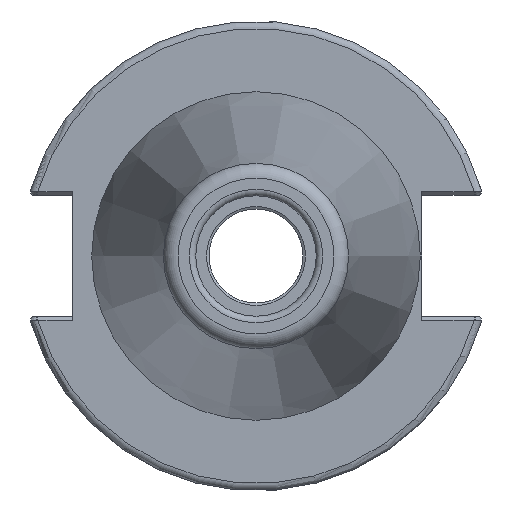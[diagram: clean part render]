
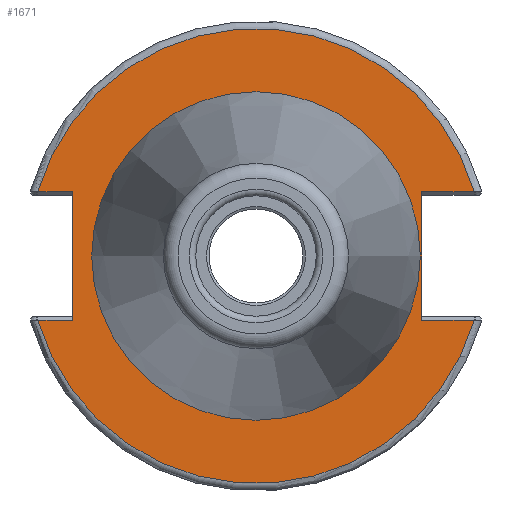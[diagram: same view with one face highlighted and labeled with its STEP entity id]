
A CAD part, left-side view. The second image highlights one B-rep face of the part: STEP entity #1671.
In plain terms, the highlighted planar face has unit normal (-1, 0, 0).
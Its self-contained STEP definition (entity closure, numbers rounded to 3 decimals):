
#15=FACE_BOUND('',#206,.T.);
#112=FACE_OUTER_BOUND('',#205,.T.);
#205=EDGE_LOOP('',(#1177,#1178,#1179,#1180,#1181,#1182,#1183,#1184));
#206=EDGE_LOOP('',(#1185,#1186));
#309=CIRCLE('',#1802,30.775);
#310=CIRCLE('',#1804,30.775);
#311=CIRCLE('',#1805,22.225);
#312=CIRCLE('',#1806,22.225);
#450=LINE('',#2660,#555);
#452=LINE('',#2728,#557);
#453=LINE('',#2730,#558);
#454=LINE('',#2734,#559);
#455=LINE('',#2736,#560);
#456=LINE('',#2737,#561);
#555=VECTOR('',#2011,10.);
#557=VECTOR('',#2029,10.);
#558=VECTOR('',#2030,10.);
#559=VECTOR('',#2033,10.);
#560=VECTOR('',#2034,10.);
#561=VECTOR('',#2035,10.);
#677=VERTEX_POINT('',#2653);
#680=VERTEX_POINT('',#2658);
#686=VERTEX_POINT('',#2706);
#688=VERTEX_POINT('',#2727);
#689=VERTEX_POINT('',#2729);
#690=VERTEX_POINT('',#2731);
#691=VERTEX_POINT('',#2733);
#692=VERTEX_POINT('',#2735);
#693=VERTEX_POINT('',#2738);
#694=VERTEX_POINT('',#2739);
#869=EDGE_CURVE('',#680,#677,#450,.T.);
#879=EDGE_CURVE('',#677,#686,#309,.T.);
#882=EDGE_CURVE('',#680,#688,#452,.T.);
#883=EDGE_CURVE('',#689,#688,#453,.T.);
#884=EDGE_CURVE('',#690,#689,#310,.T.);
#885=EDGE_CURVE('',#691,#690,#454,.T.);
#886=EDGE_CURVE('',#691,#692,#455,.T.);
#887=EDGE_CURVE('',#686,#692,#456,.T.);
#888=EDGE_CURVE('',#693,#694,#311,.T.);
#889=EDGE_CURVE('',#694,#693,#312,.T.);
#1177=ORIENTED_EDGE('',*,*,#869,.F.);
#1178=ORIENTED_EDGE('',*,*,#882,.T.);
#1179=ORIENTED_EDGE('',*,*,#883,.F.);
#1180=ORIENTED_EDGE('',*,*,#884,.F.);
#1181=ORIENTED_EDGE('',*,*,#885,.F.);
#1182=ORIENTED_EDGE('',*,*,#886,.T.);
#1183=ORIENTED_EDGE('',*,*,#887,.F.);
#1184=ORIENTED_EDGE('',*,*,#879,.F.);
#1185=ORIENTED_EDGE('',*,*,#888,.T.);
#1186=ORIENTED_EDGE('',*,*,#889,.T.);
#1624=PLANE('',#1803);
#1671=ADVANCED_FACE('',(#112,#15),#1624,.T.);
#1802=AXIS2_PLACEMENT_3D('',#2707,#2025,#2026);
#1803=AXIS2_PLACEMENT_3D('',#2726,#2027,#2028);
#1804=AXIS2_PLACEMENT_3D('',#2732,#2031,#2032);
#1805=AXIS2_PLACEMENT_3D('',#2740,#2036,#2037);
#1806=AXIS2_PLACEMENT_3D('',#2741,#2038,#2039);
#2011=DIRECTION('',(0.,-1.,0.));
#2025=DIRECTION('center_axis',(1.,0.,0.));
#2026=DIRECTION('ref_axis',(0.,0.,-1.));
#2027=DIRECTION('center_axis',(-1.,0.,0.));
#2028=DIRECTION('ref_axis',(0.,0.,1.));
#2029=DIRECTION('',(0.,0.,1.));
#2030=DIRECTION('',(0.,1.,0.));
#2031=DIRECTION('center_axis',(1.,0.,0.));
#2032=DIRECTION('ref_axis',(0.,0.,-1.));
#2033=DIRECTION('',(0.,1.,0.));
#2034=DIRECTION('',(0.,0.,-1.));
#2035=DIRECTION('',(0.,-1.,0.));
#2036=DIRECTION('center_axis',(1.,0.,0.));
#2037=DIRECTION('ref_axis',(0.,0.,-1.));
#2038=DIRECTION('center_axis',(1.,0.,0.));
#2039=DIRECTION('ref_axis',(0.,0.,-1.));
#2653=CARTESIAN_POINT('',(3.175,-29.523,-8.69));
#2658=CARTESIAN_POINT('',(3.175,-22.41,-8.69));
#2660=CARTESIAN_POINT('',(3.175,-4.878,-8.69));
#2706=CARTESIAN_POINT('',(3.175,29.523,-8.69));
#2707=CARTESIAN_POINT('Origin',(3.175,0.,
0.));
#2726=CARTESIAN_POINT('Origin',(3.175,30.775,0.));
#2727=CARTESIAN_POINT('',(3.175,-22.41,8.69));
#2728=CARTESIAN_POINT('',(3.175,-22.41,-4.095));
#2729=CARTESIAN_POINT('',(3.175,-29.523,8.69));
#2730=CARTESIAN_POINT('',(3.175,4.182,8.69));
#2731=CARTESIAN_POINT('',(3.175,29.523,8.69));
#2732=CARTESIAN_POINT('Origin',(3.175,0.,
0.));
#2733=CARTESIAN_POINT('',(3.175,24.8,8.69));
#2734=CARTESIAN_POINT('',(3.175,32.958,8.69));
#2735=CARTESIAN_POINT('',(3.175,24.8,-8.69));
#2736=CARTESIAN_POINT('',(3.175,24.8,4.095));
#2737=CARTESIAN_POINT('',(3.175,27.788,-8.69));
#2738=CARTESIAN_POINT('',(3.175,22.225,0.));
#2739=CARTESIAN_POINT('',(3.175,-22.225,0.));
#2740=CARTESIAN_POINT('Origin',(3.175,0.,
0.));
#2741=CARTESIAN_POINT('Origin',(3.175,0.,
0.));
